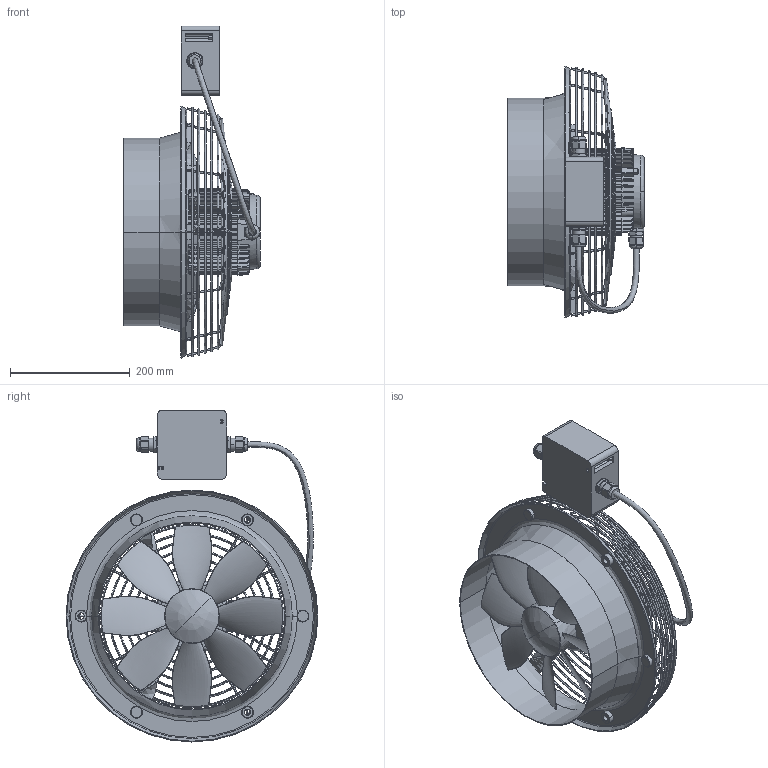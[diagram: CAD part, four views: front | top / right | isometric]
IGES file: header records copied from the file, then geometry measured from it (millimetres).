
Start section: Elysium IGES Interface
Global section: file name: 84H0094.0122_DZS_30_2_B_Ex_e.igs; native system: PTC Creo Elements/Direct Modeling 19.0C  15-Aug-2015; preprocessor: Creo Element/Direct IGES_3D V2.2; author: Unknown; organization: Unknown; date: 20221130.090012; units: millimetre
Bounding box: 228 x 420 x 553.5 mm (x, y, z)
Volume: 3579344.6 mm3; surface area: 866252.9 mm2
Topology: 21 solids, 22 shells, 1546 faces, 3824 edges, 2314 vertices
Faces by surface type: bspline 1546
